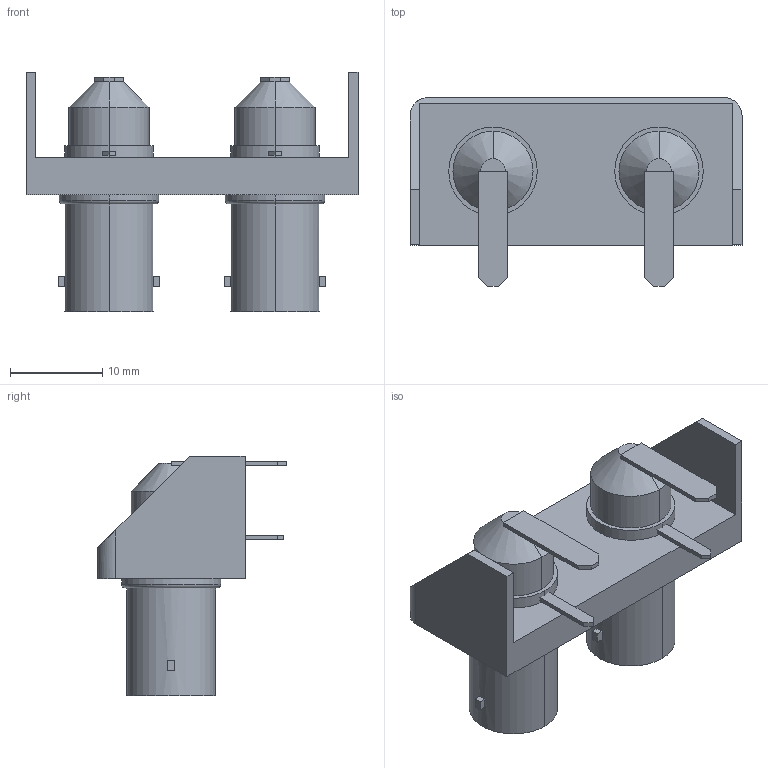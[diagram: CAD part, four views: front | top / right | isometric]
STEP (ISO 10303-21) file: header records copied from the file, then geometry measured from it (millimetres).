
FILE_DESCRIPTION (( 'STEP AP214' ), '1' );
FILE_NAME ('CSNBN-J1250-SORPM.STEP', '2022-08-24T18:46:41', ( '' ), ( '' ), 'SwSTEP 2.0', 'SolidWorks 2022', '' );
FILE_SCHEMA (( 'AUTOMOTIVE_DESIGN' ));
Length unit declared in the file: inch
Products named in the file (3): scnbnj1250sorpm_base; scnbnj1250sorpm_bncjack; CSNBN-J1250-SORPM
Assembly tree (3 placements, depth 2):
  CSNBN-J1250-SORPM
    scnbnj1250sorpm_base
    scnbnj1250sorpm_bncjack  x2
Bounding box: 36 x 20.5 x 26 mm (x, y, z)
Volume: 4240.4 mm3; surface area: 5444.2 mm2
Topology: 11 solids, 11 shells, 119 faces, 255 edges, 166 vertices
Faces by surface type: plane 77, cylinder 30, cone 8, torus 4
Entity records: 2073 total; most frequent: DIRECTION 342, CARTESIAN_POINT 328, ORIENTED_EDGE 300, EDGE_CURVE 150, AXIS2_PLACEMENT_3D 120, LINE 102, VECTOR 102, VERTEX_POINT 98
